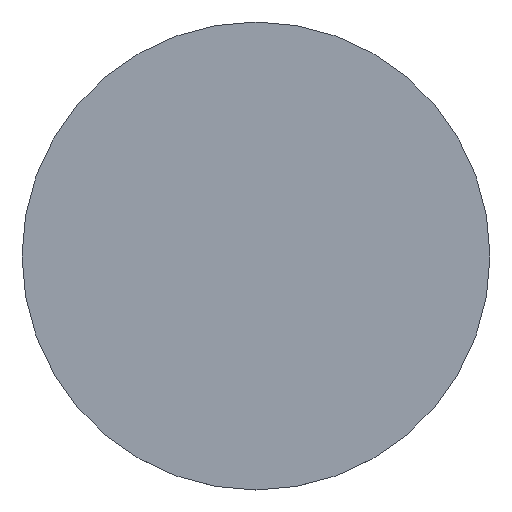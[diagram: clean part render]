
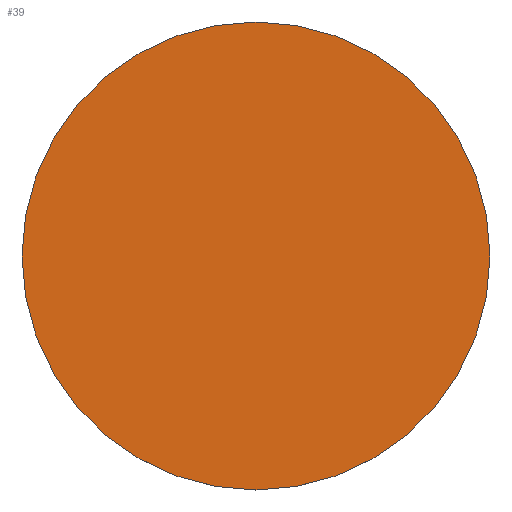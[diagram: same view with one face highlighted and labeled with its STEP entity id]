
A CAD part, top view. The second image highlights one B-rep face of the part: STEP entity #39.
In plain terms, the highlighted planar face has unit normal (0, 0, 1).
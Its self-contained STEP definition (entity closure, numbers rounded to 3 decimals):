
#6 = DIRECTION ( 'NONE',  ( 1., 0., 0. ) ) ;
#18 = DIRECTION ( 'NONE',  ( 0., 0., 1. ) ) ;
#19 = DIRECTION ( 'NONE',  ( 1., 0., 0. ) ) ;
#23 = CARTESIAN_POINT ( 'NONE',  ( 0., 0., 3. ) ) ;
#39 = ADVANCED_FACE ( 'NONE', ( #90 ), #54, .T. ) ;
#51 = CARTESIAN_POINT ( 'NONE',  ( 0., 0., 3. ) ) ;
#53 = CARTESIAN_POINT ( 'NONE',  ( 90., 0., 3. ) ) ;
#54 = PLANE ( 'NONE',  #120 ) ;
#55 = DIRECTION ( 'NONE',  ( 0., 0., 1. ) ) ;
#56 = DIRECTION ( 'NONE',  ( 1., 0., 0. ) ) ;
#59 = CARTESIAN_POINT ( 'NONE',  ( -90., 0., 3. ) ) ;
#62 = DIRECTION ( 'NONE',  ( 0., 0., 1. ) ) ;
#64 = CARTESIAN_POINT ( 'NONE',  ( 0., 0., 3. ) ) ;
#81 = CIRCLE ( 'NONE', #122, 90. ) ;
#86 = CIRCLE ( 'NONE', #119, 90. ) ;
#90 = FACE_OUTER_BOUND ( 'NONE', #108, .T. ) ;
#94 = VERTEX_POINT ( 'NONE', #53 ) ;
#96 = VERTEX_POINT ( 'NONE', #59 ) ;
#103 = ORIENTED_EDGE ( 'NONE', *, *, #113, .T. ) ;
#104 = ORIENTED_EDGE ( 'NONE', *, *, #110, .T. ) ;
#108 = EDGE_LOOP ( 'NONE', ( #104, #103 ) ) ;
#110 = EDGE_CURVE ( 'NONE', #96, #94, #86, .T. ) ;
#113 = EDGE_CURVE ( 'NONE', #94, #96, #81, .T. ) ;
#119 = AXIS2_PLACEMENT_3D ( 'NONE', #64, #62, #6 ) ;
#120 = AXIS2_PLACEMENT_3D ( 'NONE', #51, #55, #56 ) ;
#122 = AXIS2_PLACEMENT_3D ( 'NONE', #23, #18, #19 ) ;
